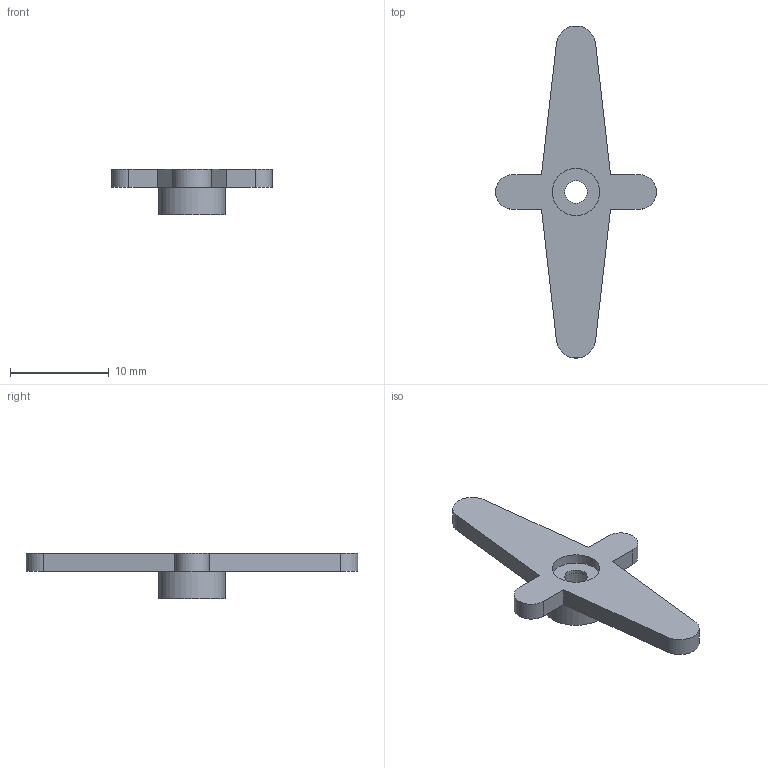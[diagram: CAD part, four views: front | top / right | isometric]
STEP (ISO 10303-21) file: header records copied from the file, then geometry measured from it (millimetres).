
FILE_DESCRIPTION(('FreeCAD Model'),'2;1');
FILE_NAME('Open CASCADE Shape Model','2022-07-13T18:49:42',(''),(''), 'Open CASCADE STEP processor 7.5','FreeCAD','Unknown');
FILE_SCHEMA(('AUTOMOTIVE_DESIGN { 1 0 10303 214 1 1 1 1 }'));
Length unit declared in the file: millimetre
Products named in the file (3): MG90S_Wing_A; MG90S_Wing_A_Body; LCS_MH_center
Assembly tree (2 placements, depth 2):
  MG90S_Wing_A
    MG90S_Wing_A_Body
    LCS_MH_center
Bounding box: 16.3 x 33.69 x 4.65 mm (x, y, z)
Volume: 408.5 mm3; surface area: 706.4 mm2
Topology: 1 solids, 1 shells, 21 faces, 48 edges, 32 vertices
Faces by surface type: plane 13, cylinder 8
Full cylindrical faces by diameter (mm): 2.3 x1, 4.8 x1, 5 x1, 6.8 x1
Entity records: 1290 total; most frequent: CARTESIAN_POINT 212, DIRECTION 206, LINE 112, VECTOR 112, ORIENTED_EDGE 96, PCURVE 96, DEFINITIONAL_REPRESENTATION 96, EDGE_CURVE 48
